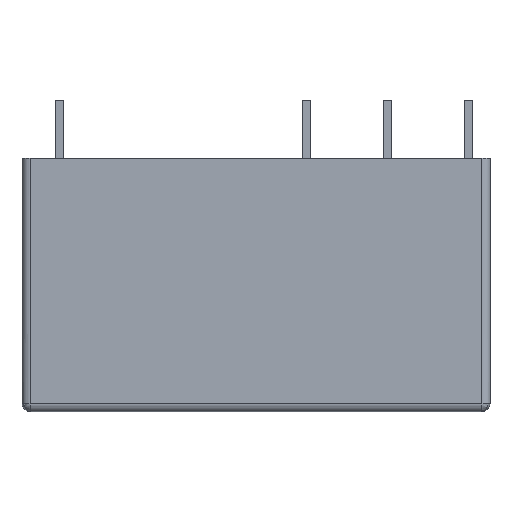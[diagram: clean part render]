
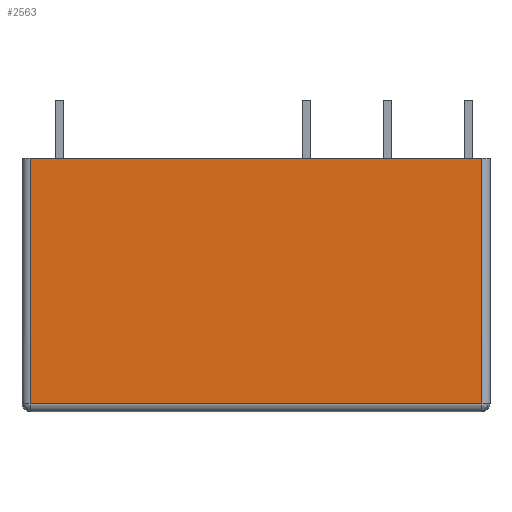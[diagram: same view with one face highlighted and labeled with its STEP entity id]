
A CAD part, front view. The second image highlights one B-rep face of the part: STEP entity #2563.
In plain terms, the highlighted planar face has unit normal (0, -1, 0).
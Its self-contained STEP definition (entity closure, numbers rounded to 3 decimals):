
#17 = VECTOR ( 'NONE', #833, 1000. ) ;
#46 = CARTESIAN_POINT ( 'NONE',  ( -14., -6.35, 0. ) ) ;
#175 = LINE ( 'NONE', #1193, #1532 ) ;
#401 = ORIENTED_EDGE ( 'NONE', *, *, #2067, .T. ) ;
#411 = VERTEX_POINT ( 'NONE', #1755 ) ;
#632 = ORIENTED_EDGE ( 'NONE', *, *, #960, .F. ) ;
#669 = CARTESIAN_POINT ( 'NONE',  ( 14., -6.35, 0. ) ) ;
#677 = DIRECTION ( 'NONE',  ( 0., -1., 0. ) ) ;
#708 = ORIENTED_EDGE ( 'NONE', *, *, #801, .T. ) ;
#715 = CARTESIAN_POINT ( 'NONE',  ( 0., -6.35, 0. ) ) ;
#801 = EDGE_CURVE ( 'NONE', #411, #1871, #1461, .T. ) ;
#833 = DIRECTION ( 'NONE',  ( 0., 0., -1. ) ) ;
#880 = FACE_OUTER_BOUND ( 'NONE', #2612, .T. ) ;
#935 = DIRECTION ( 'NONE',  ( 1., 0., 0. ) ) ;
#960 = EDGE_CURVE ( 'NONE', #1198, #2349, #2004, .T. ) ;
#1047 = LINE ( 'NONE', #2760, #17 ) ;
#1193 = CARTESIAN_POINT ( 'NONE',  ( 14., -6.35, 0. ) ) ;
#1198 = VERTEX_POINT ( 'NONE', #1380 ) ;
#1259 = CARTESIAN_POINT ( 'NONE',  ( -14., -6.35, -15.2 ) ) ;
#1380 = CARTESIAN_POINT ( 'NONE',  ( -14., -6.35, 0. ) ) ;
#1461 = LINE ( 'NONE', #1259, #2764 ) ;
#1493 = ORIENTED_EDGE ( 'NONE', *, *, #1565, .T. ) ;
#1497 = AXIS2_PLACEMENT_3D ( 'NONE', #46, #677, #2139 ) ;
#1532 = VECTOR ( 'NONE', #2257, 1000. ) ;
#1565 = EDGE_CURVE ( 'NONE', #1871, #2349, #175, .T. ) ;
#1755 = CARTESIAN_POINT ( 'NONE',  ( -14., -6.35, -15.2 ) ) ;
#1871 = VERTEX_POINT ( 'NONE', #1939 ) ;
#1939 = CARTESIAN_POINT ( 'NONE',  ( 14., -6.35, -15.2 ) ) ;
#1954 = PLANE ( 'NONE',  #1497 ) ;
#2004 = LINE ( 'NONE', #715, #2495 ) ;
#2067 = EDGE_CURVE ( 'NONE', #1198, #411, #1047, .T. ) ;
#2139 = DIRECTION ( 'NONE',  ( 0., 0., -1. ) ) ;
#2257 = DIRECTION ( 'NONE',  ( 0., 0., 1. ) ) ;
#2323 = DIRECTION ( 'NONE',  ( 1., 0., 0. ) ) ;
#2349 = VERTEX_POINT ( 'NONE', #669 ) ;
#2495 = VECTOR ( 'NONE', #935, 1000. ) ;
#2563 = ADVANCED_FACE ( 'NONE', ( #880 ), #1954, .T. ) ;
#2612 = EDGE_LOOP ( 'NONE', ( #401, #708, #1493, #632 ) ) ;
#2760 = CARTESIAN_POINT ( 'NONE',  ( -14., -6.35, 0. ) ) ;
#2764 = VECTOR ( 'NONE', #2323, 1000. ) ;
